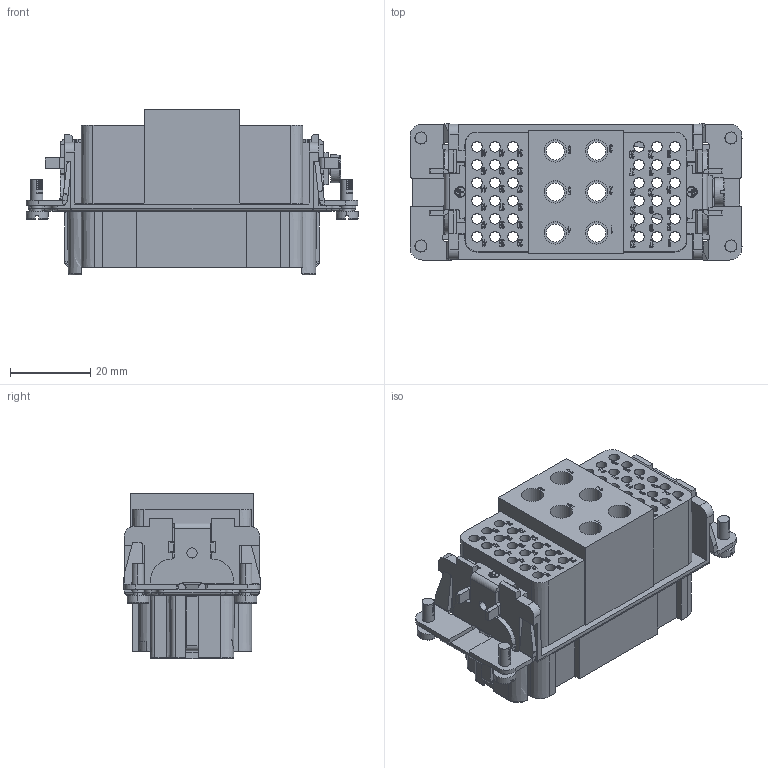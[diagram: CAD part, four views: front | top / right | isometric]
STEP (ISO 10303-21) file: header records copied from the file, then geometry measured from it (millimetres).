
FILE_DESCRIPTION((''),'2;1');
FILE_NAME('HK006_36F','2017-09-06T',('tl.yang'),(''),'PRO/ENGINEER BY PARAMETRIC TECHNOLOGY CORPORATION, 2011500','PRO/ENGINEER BY PARAMETRIC TECHNOLOGY CORPORATION, 2011500','');
FILE_SCHEMA(('CONFIG_CONTROL_DESIGN'));
Products named in the file (1): HK006_36F
Bounding box: 83 x 34 x 41.4 mm (x, y, z)
Volume: 52911.4 mm3; surface area: 32983.9 mm2
Topology: 1 solids, 9 shells, 6335 faces, 18283 edges, 12192 vertices
Faces by surface type: plane 5852, cylinder 391, cone 36, torus 30, bspline 26
Entity records: 206319 total; most frequent: CARTESIAN_POINT 38891, ORIENTED_EDGE 36550, DIRECTION 31643, EDGE_CURVE 18275, VECTOR 17091, LINE 17091, VERTEX_POINT 12188, AXIS2_PLACEMENT_3D 7276
